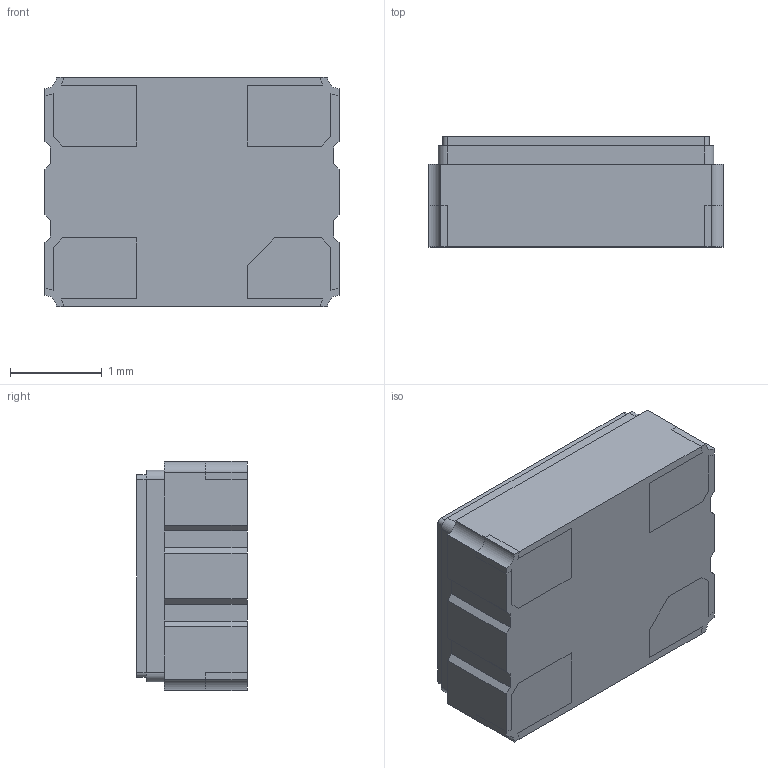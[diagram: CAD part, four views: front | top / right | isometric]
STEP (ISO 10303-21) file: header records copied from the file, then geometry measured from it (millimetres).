
FILE_DESCRIPTION (( 'STEP AP214' ), '1' );
FILE_NAME ('ECS-3225MVQ-160-CN-TR.STEP', '2020-11-21T04:59:01', ( '' ), ( '' ), 'SwSTEP 2.0', 'SolidWorks 2017', '' );
FILE_SCHEMA (( 'AUTOMOTIVE_DESIGN' ));
Length unit declared in the file: millimetre
Products named in the file (1): ECS-3225MVQ-160-CN-TR
Bounding box: 3.2 x 1.2 x 2.5 mm (x, y, z)
Volume: 9.1 mm3; surface area: 71.4 mm2
Topology: 7 solids, 7 shells, 128 faces, 342 edges, 228 vertices
Faces by surface type: plane 96, cylinder 32
Entity records: 4058 total; most frequent: CARTESIAN_POINT 699, ORIENTED_EDGE 684, DIRECTION 664, EDGE_CURVE 342, LINE 278, VECTOR 278, VERTEX_POINT 228, AXIS2_PLACEMENT_3D 193
